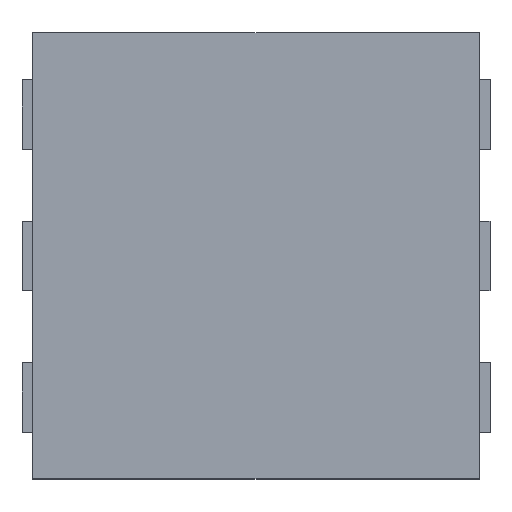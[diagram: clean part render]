
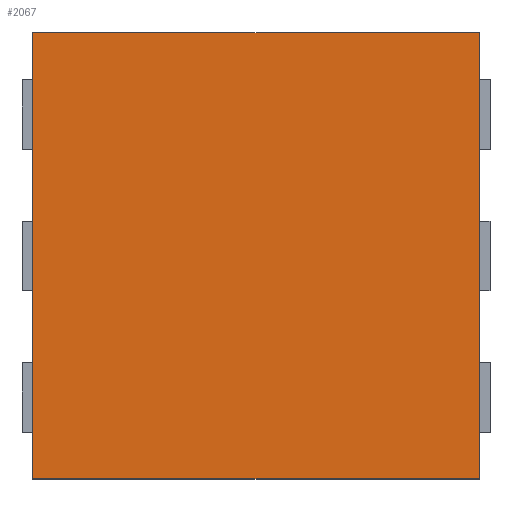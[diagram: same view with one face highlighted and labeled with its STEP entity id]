
A CAD part, top view. The second image highlights one B-rep face of the part: STEP entity #2067.
In plain terms, the highlighted planar face has unit normal (0, 0, 1).
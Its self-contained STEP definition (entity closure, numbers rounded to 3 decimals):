
#144=ORIENTED_EDGE('',*,*,#593,.T.);
#145=ORIENTED_EDGE('',*,*,#584,.T.);
#146=ORIENTED_EDGE('',*,*,#595,.T.);
#147=ORIENTED_EDGE('',*,*,#569,.T.);
#569=EDGE_CURVE('',#798,#797,#949,.T.);
#584=EDGE_CURVE('',#813,#812,#964,.T.);
#593=EDGE_CURVE('',#797,#813,#973,.T.);
#595=EDGE_CURVE('',#812,#798,#975,.T.);
#797=VERTEX_POINT('',#2750);
#798=VERTEX_POINT('',#2752);
#812=VERTEX_POINT('',#2781);
#813=VERTEX_POINT('',#2783);
#949=LINE('',#2751,#1121);
#964=LINE('',#2782,#1136);
#973=LINE('',#2799,#1145);
#975=LINE('',#2802,#1147);
#1121=VECTOR('',#2297,1000.);
#1136=VECTOR('',#2314,1000.);
#1145=VECTOR('',#2325,1000.);
#1147=VECTOR('',#2329,1000.);
#1288=EDGE_LOOP('',(#144,#145,#146,#147));
#1370=FACE_BOUND('',#1288,.T.);
#1452=PLANE('',#2152);
#2067=ADVANCED_FACE('',(#1370),#1452,.T.);
#2152=AXIS2_PLACEMENT_3D('',#2803,#2330,#2331);
#2297=DIRECTION('',(0.,-1.,0.));
#2314=DIRECTION('',(0.,1.,0.));
#2325=DIRECTION('',(1.,0.,0.));
#2329=DIRECTION('',(-1.,0.,0.));
#2330=DIRECTION('',(0.,0.,1.));
#2331=DIRECTION('',(1.,0.,0.));
#2750=CARTESIAN_POINT('',(-1.025,-1.025,0.75));
#2751=CARTESIAN_POINT('',(-1.025,1.025,0.75));
#2752=CARTESIAN_POINT('',(-1.025,1.025,0.75));
#2781=CARTESIAN_POINT('',(1.025,1.025,0.75));
#2782=CARTESIAN_POINT('',(1.025,-1.025,0.75));
#2783=CARTESIAN_POINT('',(1.025,-1.025,0.75));
#2799=CARTESIAN_POINT('',(-1.025,-1.025,0.75));
#2802=CARTESIAN_POINT('',(1.025,1.025,0.75));
#2803=CARTESIAN_POINT('',(0.,0.,0.75));
